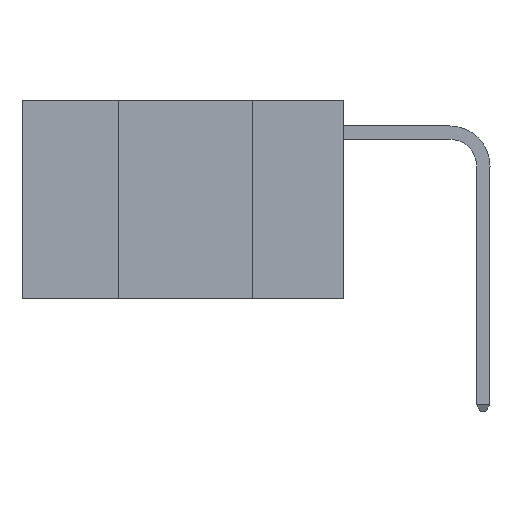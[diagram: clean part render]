
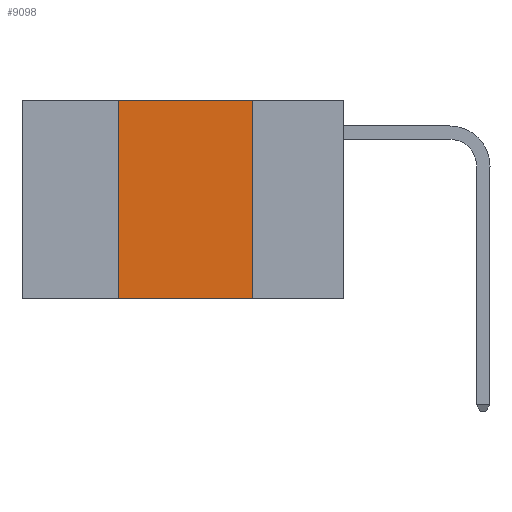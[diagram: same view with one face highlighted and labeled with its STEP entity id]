
A CAD part, left-side view. The second image highlights one B-rep face of the part: STEP entity #9098.
In plain terms, the highlighted planar face has unit normal (-1, 0, 0).
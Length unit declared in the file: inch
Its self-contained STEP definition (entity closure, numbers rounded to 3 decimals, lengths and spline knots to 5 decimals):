
#252 = FACE_OUTER_BOUND ( 'NONE', #390, .T. ) ;
#390 = EDGE_LOOP ( 'NONE', ( #8031, #8045, #8083, #8104 ) ) ;
#541 = VECTOR ( 'NONE', #6238, 39.37008 ) ;
#559 = DIRECTION ( 'NONE',  ( 0., -1., 0. ) ) ;
#1121 = LINE ( 'NONE', #6598, #12918 ) ;
#1571 = CARTESIAN_POINT ( 'NONE',  ( 0., 0.42, 0. ) ) ;
#1734 = VERTEX_POINT ( 'NONE', #4388 ) ;
#2905 = CARTESIAN_POINT ( 'NONE',  ( 0., 0.42, 0. ) ) ;
#3148 = CARTESIAN_POINT ( 'NONE',  ( 0., 0.42, -0.37 ) ) ;
#3600 = VERTEX_POINT ( 'NONE', #1571 ) ;
#4388 = CARTESIAN_POINT ( 'NONE',  ( 0., 0.17, 0. ) ) ;
#4720 = CARTESIAN_POINT ( 'NONE',  ( 0., 0.17, 0. ) ) ;
#5123 = VERTEX_POINT ( 'NONE', #12651 ) ;
#5822 = VERTEX_POINT ( 'NONE', #3148 ) ;
#5938 = VECTOR ( 'NONE', #11736, 39.37008 ) ;
#6238 = DIRECTION ( 'NONE',  ( 0., -1., 0. ) ) ;
#6598 = CARTESIAN_POINT ( 'NONE',  ( 0., 0.6, -0.37 ) ) ;
#7350 = LINE ( 'NONE', #12038, #541 ) ;
#7439 = AXIS2_PLACEMENT_3D ( 'NONE', #10112, #14801, #8037 ) ;
#7504 = EDGE_CURVE ( 'NONE', #5822, #3600, #8338, .T. ) ;
#7606 = DIRECTION ( 'NONE',  ( 0., 0., 1. ) ) ;
#8031 = ORIENTED_EDGE ( 'NONE', *, *, #14472, .F. ) ;
#8037 = DIRECTION ( 'NONE',  ( 0., 0., -1. ) ) ;
#8045 = ORIENTED_EDGE ( 'NONE', *, *, #13083, .F. ) ;
#8083 = ORIENTED_EDGE ( 'NONE', *, *, #7504, .F. ) ;
#8104 = ORIENTED_EDGE ( 'NONE', *, *, #12671, .T. ) ;
#8338 = LINE ( 'NONE', #2905, #8479 ) ;
#8479 = VECTOR ( 'NONE', #7606, 39.37008 ) ;
#9098 = ADVANCED_FACE ( 'NONE', ( #252 ), #13502, .F. ) ;
#10112 = CARTESIAN_POINT ( 'NONE',  ( 0., 0.6, 0. ) ) ;
#11736 = DIRECTION ( 'NONE',  ( 0., 0., -1. ) ) ;
#12038 = CARTESIAN_POINT ( 'NONE',  ( 0., 0.6, 0. ) ) ;
#12126 = LINE ( 'NONE', #4720, #5938 ) ;
#12651 = CARTESIAN_POINT ( 'NONE',  ( 0., 0.17, -0.37 ) ) ;
#12671 = EDGE_CURVE ( 'NONE', #5822, #5123, #1121, .T. ) ;
#12918 = VECTOR ( 'NONE', #559, 39.37008 ) ;
#13083 = EDGE_CURVE ( 'NONE', #3600, #1734, #7350, .T. ) ;
#13502 = PLANE ( 'NONE',  #7439 ) ;
#14472 = EDGE_CURVE ( 'NONE', #1734, #5123, #12126, .T. ) ;
#14801 = DIRECTION ( 'NONE',  ( 1., 0., 0. ) ) ;
